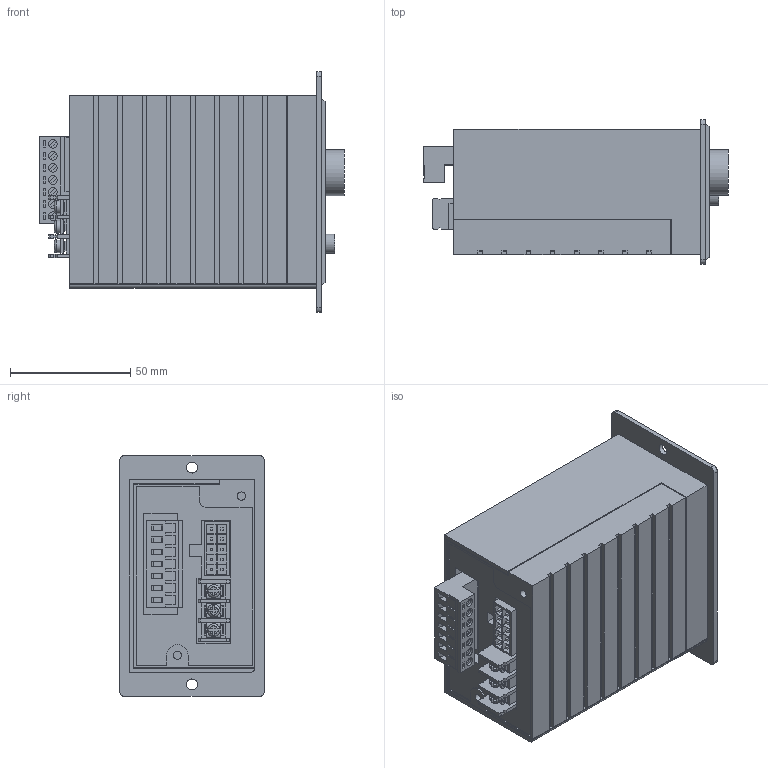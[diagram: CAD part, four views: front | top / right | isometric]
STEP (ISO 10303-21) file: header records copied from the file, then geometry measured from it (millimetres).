
FILE_DESCRIPTION(/* description */ (''),/* implementation_level */ '2;1');
FILE_NAME(/* name */ 'GUB.stp',/* time_stamp */ '2021-01-21T09:54:10+09:00',/* author */ ('GGMDWG'),/* organization */ (''),/* preprocessor_version */ 'ST-DEVELOPER v18.1',/* originating_system */ 'Autodesk Inventor 2021',/* authorisation */ '');
FILE_SCHEMA (('AUTOMOTIVE_DESIGN { 1 0 10303 214 3 1 1 }'));
Length unit declared in the file: millimetre
Products named in the file (1): GUB
Bounding box: 126.5 x 60 x 100 mm (x, y, z)
Volume: 434858.1 mm3; surface area: 70492 mm2
Topology: 1 solids, 1 shells, 1184 faces, 2978 edges, 1975 vertices
Faces by surface type: plane 1109, cylinder 72, torus 3
Full cylindrical faces by diameter (mm): 2.5 x2, 3 x3, 3.4 x2, 3.5 x2, 3.6 x7, 4.5 x2, 5.3 x3, 19 x1, 20 x1
Entity records: 35062 total; most frequent: CARTESIAN_POINT 6402, ORIENTED_EDGE 5956, DIRECTION 5502, EDGE_CURVE 2978, LINE 2728, VECTOR 2728, VERTEX_POINT 1975, AXIS2_PLACEMENT_3D 1387
